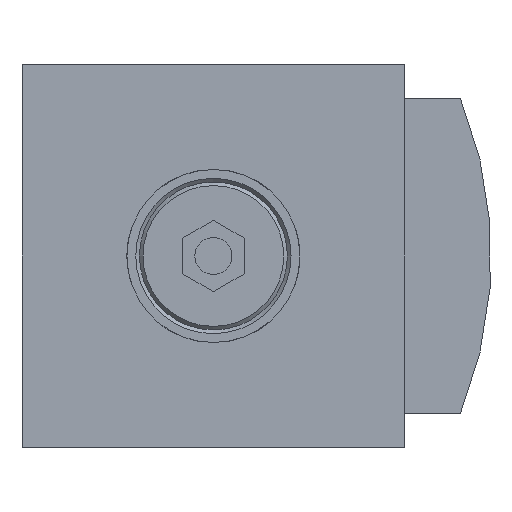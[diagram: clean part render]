
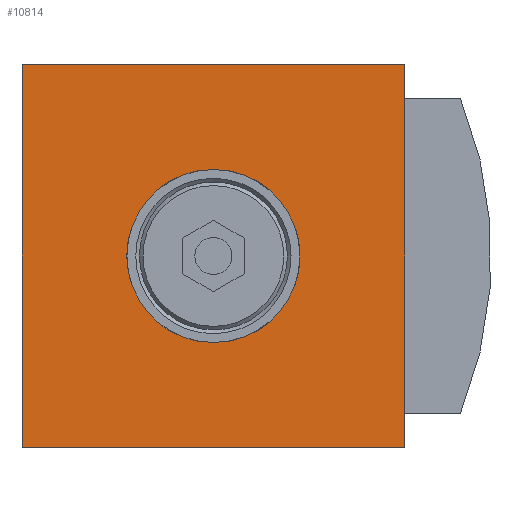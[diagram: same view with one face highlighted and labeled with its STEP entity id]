
A CAD part, front view. The second image highlights one B-rep face of the part: STEP entity #10814.
In plain terms, the highlighted planar face has unit normal (0, -1, 0).
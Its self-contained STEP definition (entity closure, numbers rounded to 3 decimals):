
#150=PLANE('',#11342);
#622=LINE('',#14860,#1385);
#630=LINE('',#14875,#1393);
#646=LINE('',#14905,#1409);
#686=LINE('',#14996,#1449);
#1385=VECTOR('',#12380,1000.);
#1393=VECTOR('',#12390,1000.);
#1409=VECTOR('',#12408,1000.);
#1449=VECTOR('',#12486,1000.);
#1952=CIRCLE('',#11343,11.288);
#2754=ORIENTED_EDGE('',*,*,#4886,.F.);
#2755=ORIENTED_EDGE('',*,*,#4802,.F.);
#2756=ORIENTED_EDGE('',*,*,#4794,.F.);
#2757=ORIENTED_EDGE('',*,*,#4818,.F.);
#2758=ORIENTED_EDGE('',*,*,#4867,.F.);
#4794=EDGE_CURVE('',#5886,#5887,#622,.T.);
#4802=EDGE_CURVE('',#5887,#5893,#630,.T.);
#4818=EDGE_CURVE('',#5905,#5886,#646,.T.);
#4867=EDGE_CURVE('',#5893,#5905,#686,.T.);
#4886=EDGE_CURVE('',#5947,#5947,#1952,.T.);
#5886=VERTEX_POINT('',#14859);
#5887=VERTEX_POINT('',#14861);
#5893=VERTEX_POINT('',#14876);
#5905=VERTEX_POINT('',#14904);
#5947=VERTEX_POINT('',#15035);
#6640=EDGE_LOOP('',(#2754));
#6641=EDGE_LOOP('',(#2755,#2756,#2757,#2758));
#7157=FACE_BOUND('',#6640,.T.);
#7158=FACE_BOUND('',#6641,.T.);
#10814=ADVANCED_FACE('',(#7157,#7158),#150,.F.);
#11342=AXIS2_PLACEMENT_3D('',#15033,#12528,#12529);
#11343=AXIS2_PLACEMENT_3D('',#15034,#12530,#12531);
#12380=DIRECTION('',(-1.,0.,0.));
#12390=DIRECTION('',(0.,0.,1.));
#12408=DIRECTION('',(0.,0.,-1.));
#12486=DIRECTION('',(1.,0.,0.));
#12528=DIRECTION('',(0.,1.,0.));
#12529=DIRECTION('',(0.,0.,1.));
#12530=DIRECTION('',(0.,-1.,0.));
#12531=DIRECTION('',(0.,0.,-1.));
#14859=CARTESIAN_POINT('',(31.,-45.,-31.));
#14860=CARTESIAN_POINT('',(31.,-45.,-31.));
#14861=CARTESIAN_POINT('',(-31.,-45.,-31.));
#14875=CARTESIAN_POINT('',(-31.,-45.,-31.));
#14876=CARTESIAN_POINT('',(-31.,-45.,31.));
#14904=CARTESIAN_POINT('',(31.,-45.,31.));
#14905=CARTESIAN_POINT('',(31.,-45.,31.));
#14996=CARTESIAN_POINT('',(-31.,-45.,31.));
#15033=CARTESIAN_POINT('',(0.,-45.,0.));
#15034=CARTESIAN_POINT('',(0.,-45.,0.));
#15035=CARTESIAN_POINT('',(0.,-45.,-11.288));
